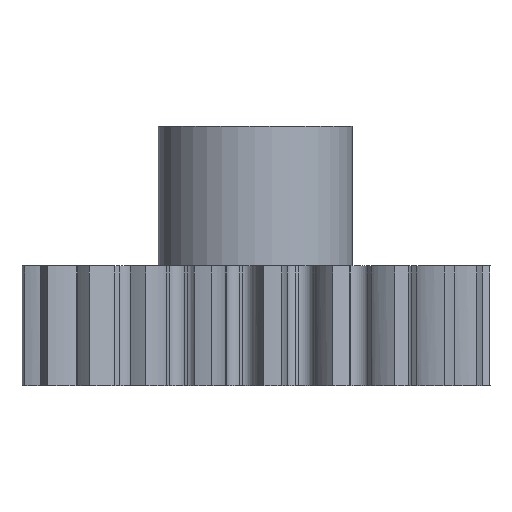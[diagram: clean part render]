
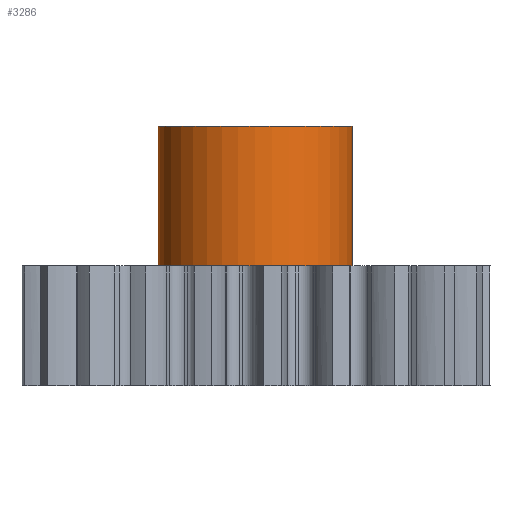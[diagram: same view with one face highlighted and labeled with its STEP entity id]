
A CAD part, front view. The second image highlights one B-rep face of the part: STEP entity #3286.
In plain terms, the highlighted cylindrical face has radius 4.875 mm (diameter 9.75 mm), a full revolution.
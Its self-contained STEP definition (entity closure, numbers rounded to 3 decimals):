
#61=CYLINDRICAL_SURFACE('',#3582,4.875);
#386=LINE('',#12231,#643);
#643=VECTOR('',#4240,4.875);
#836=FACE_OUTER_BOUND('',#1012,.T.);
#1012=EDGE_LOOP('',(#2642,#2643,#2644,#2645));
#1099=CIRCLE('',#3388,4.875);
#1185=CIRCLE('',#3476,4.875);
#1271=VERTEX_POINT('',#4566);
#1444=VERTEX_POINT('',#6982);
#1613=EDGE_CURVE('',#1271,#1271,#1099,.T.);
#1787=EDGE_CURVE('',#1444,#1444,#1185,.T.);
#1958=EDGE_CURVE('',#1271,#1444,#386,.T.);
#2642=ORIENTED_EDGE('',*,*,#1613,.T.);
#2643=ORIENTED_EDGE('',*,*,#1958,.T.);
#2644=ORIENTED_EDGE('',*,*,#1787,.T.);
#2645=ORIENTED_EDGE('',*,*,#1958,.F.);
#3286=ADVANCED_FACE('',(#836),#61,.T.);
#3388=AXIS2_PLACEMENT_3D('',#4567,#3698,#3699);
#3476=AXIS2_PLACEMENT_3D('',#6983,#3920,#3921);
#3582=AXIS2_PLACEMENT_3D('',#12230,#4238,#4239);
#3698=DIRECTION('center_axis',(0.,0.,-1.));
#3699=DIRECTION('ref_axis',(1.,0.,0.));
#3920=DIRECTION('center_axis',(0.,0.,1.));
#3921=DIRECTION('ref_axis',(1.,0.,0.));
#4238=DIRECTION('center_axis',(0.,0.,1.));
#4239=DIRECTION('ref_axis',(1.,0.,0.));
#4240=DIRECTION('',(0.,0.,-1.));
#4566=CARTESIAN_POINT('',(-4.875,0.,13.));
#4567=CARTESIAN_POINT('Origin',(0.,0.,13.));
#6982=CARTESIAN_POINT('',(-4.875,0.,6.));
#6983=CARTESIAN_POINT('Origin',(0.,0.,6.));
#12230=CARTESIAN_POINT('Origin',(0.,0.,7.));
#12231=CARTESIAN_POINT('',(-4.875,0.,7.));
